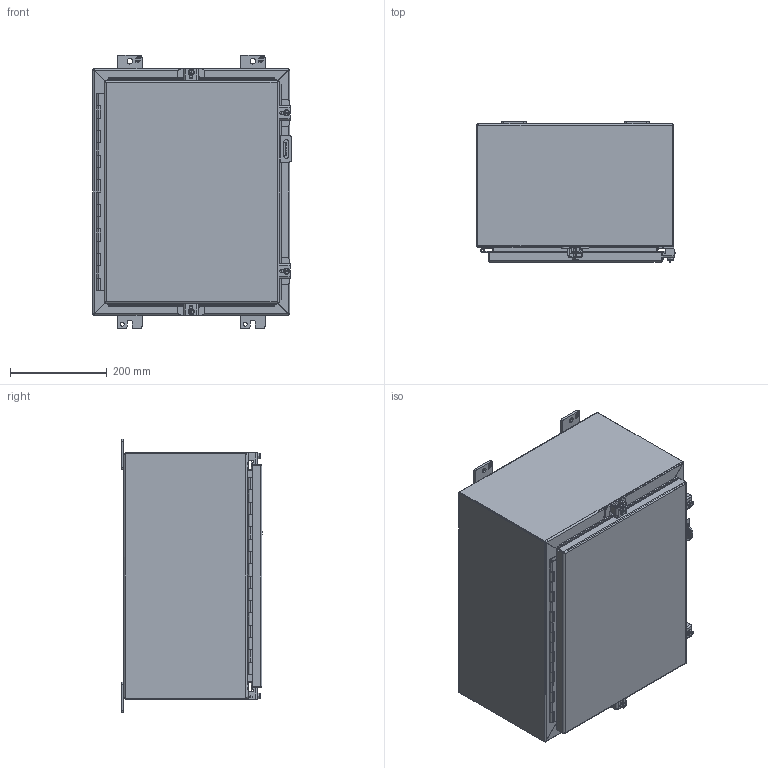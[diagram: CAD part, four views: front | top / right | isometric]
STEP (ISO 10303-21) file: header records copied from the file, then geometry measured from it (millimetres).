
FILE_DESCRIPTION (( 'STEP AP203' ), '1' );
FILE_NAME ('1418N4ALC10_Default.step', '2019-10-31T20:49:58', ( 'ADC123' ), ( 'Microsoft' ), 'SwSTEP 2.0', 'SolidWorks 2019', '' );
FILE_SCHEMA (( 'CONFIG_CONTROL_DESIGN' ));
Length unit declared in the file: inch
Products named in the file (1): 1418N4ALC10_Default
Bounding box: 409.6 x 290.51 x 565.15 mm (x, y, z)
Volume: 2662596.5 mm3; surface area: 2445284.4 mm2
Topology: 38 solids, 39 shells, 1478 faces, 3882 edges, 2524 vertices
Faces by surface type: plane 879, cylinder 489, bspline 74, cone 36
Entity records: 48497 total; most frequent: CARTESIAN_POINT 11573, ORIENTED_EDGE 7756, DIRECTION 7502, EDGE_CURVE 3878, VECTOR 2736, LINE 2736, VERTEX_POINT 2524, AXIS2_PLACEMENT_3D 2383
